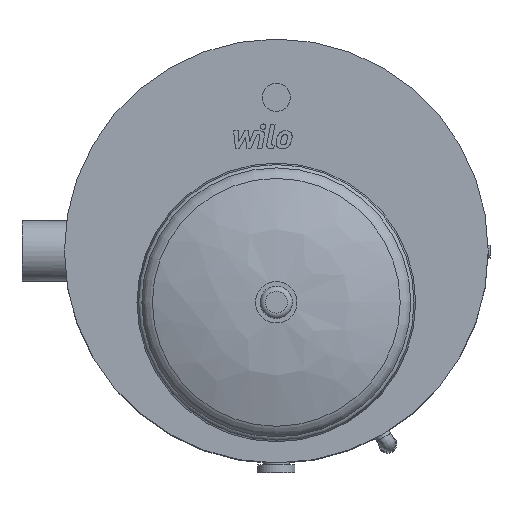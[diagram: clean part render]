
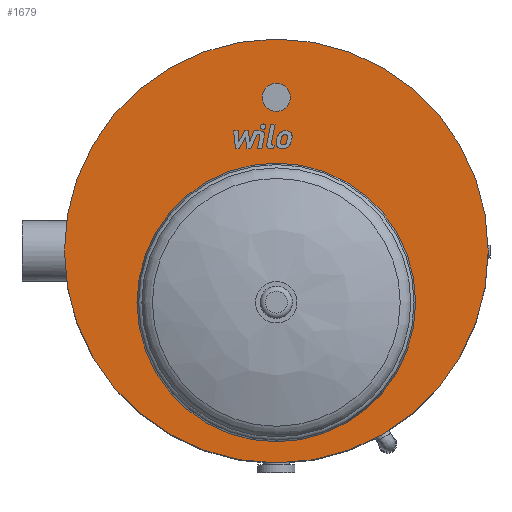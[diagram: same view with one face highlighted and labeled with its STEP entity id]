
A CAD part, top view. The second image highlights one B-rep face of the part: STEP entity #1679.
In plain terms, the highlighted planar face has unit normal (0, 0, 1).
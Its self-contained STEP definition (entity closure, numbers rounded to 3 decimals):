
#367=PLANE('',#1851);
#443=FACE_BOUND('',#661,.T.);
#444=FACE_BOUND('',#662,.T.);
#504=FACE_OUTER_BOUND('',#660,.T.);
#660=EDGE_LOOP('',(#1313));
#661=EDGE_LOOP('',(#1314));
#662=EDGE_LOOP('',(#1315));
#757=CIRCLE('',#1813,26.5);
#770=CIRCLE('',#1836,263.);
#777=CIRCLE('',#1850,400.);
#827=VERTEX_POINT('',#3064);
#840=VERTEX_POINT('',#3130);
#847=VERTEX_POINT('',#3151);
#999=EDGE_CURVE('',#827,#827,#757,.T.);
#1013=EDGE_CURVE('',#840,#840,#770,.T.);
#1020=EDGE_CURVE('',#847,#847,#777,.T.);
#1313=ORIENTED_EDGE('',*,*,#1020,.T.);
#1314=ORIENTED_EDGE('',*,*,#999,.T.);
#1315=ORIENTED_EDGE('',*,*,#1013,.T.);
#1679=ADVANCED_FACE('',(#504,#443,#444),#367,.T.);
#1813=AXIS2_PLACEMENT_3D('',#3065,#2041,#2042);
#1836=AXIS2_PLACEMENT_3D('',#3131,#2087,#2088);
#1850=AXIS2_PLACEMENT_3D('',#3152,#2115,#2116);
#1851=AXIS2_PLACEMENT_3D('',#3153,#2117,#2118);
#2041=DIRECTION('center_axis',(0.,0.,
-1.));
#2042=DIRECTION('ref_axis',(0.,-1.,0.));
#2087=DIRECTION('center_axis',(0.,0.,
-1.));
#2088=DIRECTION('ref_axis',(0.,-1.,0.));
#2115=DIRECTION('center_axis',(0.,0.,
1.));
#2116=DIRECTION('ref_axis',(0.,-1.,0.));
#2117=DIRECTION('center_axis',(0.,0.,
1.));
#2118=DIRECTION('ref_axis',(1.,0.,0.));
#3064=CARTESIAN_POINT('',(0.,316.5,780.));
#3065=CARTESIAN_POINT('Origin',(0.,290.,780.));
#3130=CARTESIAN_POINT('',(0.,-360.,780.));
#3131=CARTESIAN_POINT('Origin',(0.,-97.,780.));
#3151=CARTESIAN_POINT('',(0.,-400.,780.));
#3152=CARTESIAN_POINT('Origin',(0.,0.,
780.));
#3153=CARTESIAN_POINT('Origin',(0.,-200.,780.));
